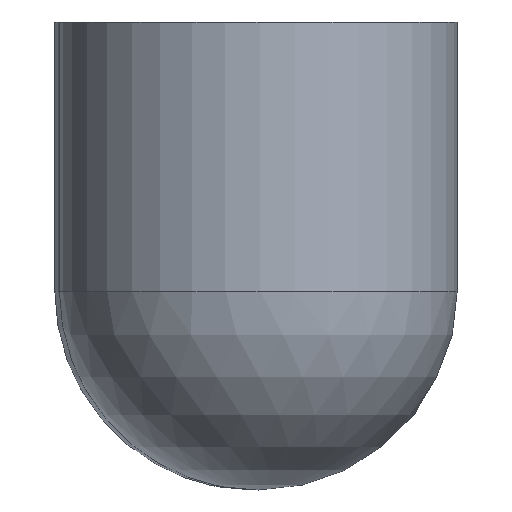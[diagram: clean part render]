
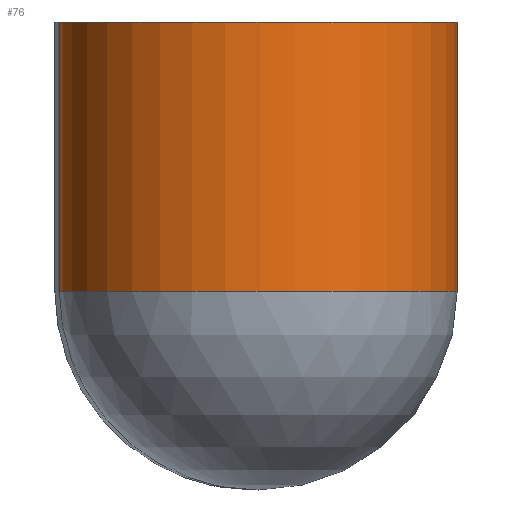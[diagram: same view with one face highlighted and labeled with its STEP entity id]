
A CAD part, front view. The second image highlights one B-rep face of the part: STEP entity #76.
In plain terms, the highlighted cylindrical face has radius 1.5 mm (diameter 3 mm), a full revolution.
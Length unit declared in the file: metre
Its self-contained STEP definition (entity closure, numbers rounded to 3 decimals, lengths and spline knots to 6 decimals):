
#19=LINE('',#150,#21);
#21=VECTOR('',#124,0.0015);
#23=CYLINDRICAL_SURFACE('',#105,0.0015);
#26=FACE_OUTER_BOUND('',#32,.T.);
#32=EDGE_LOOP('',(#60,#61,#62,#63));
#37=CIRCLE('',#103,0.0015);
#39=CIRCLE('',#106,0.0015);
#43=VERTEX_POINT('',#144);
#45=VERTEX_POINT('',#149);
#49=EDGE_CURVE('',#43,#43,#37,.T.);
#51=EDGE_CURVE('',#43,#45,#19,.T.);
#52=EDGE_CURVE('',#45,#45,#39,.T.);
#60=ORIENTED_EDGE('',*,*,#49,.F.);
#61=ORIENTED_EDGE('',*,*,#51,.T.);
#62=ORIENTED_EDGE('',*,*,#52,.T.);
#63=ORIENTED_EDGE('',*,*,#51,.F.);
#76=ADVANCED_FACE('',(#26),#23,.T.);
#103=AXIS2_PLACEMENT_3D('',#145,#118,#119);
#105=AXIS2_PLACEMENT_3D('',#148,#122,#123);
#106=AXIS2_PLACEMENT_3D('',#151,#125,#126);
#118=DIRECTION('center_axis',(0.,0.,
-1.));
#119=DIRECTION('ref_axis',(1.,0.009,0.));
#122=DIRECTION('center_axis',(0.,0.,
-1.));
#123=DIRECTION('ref_axis',(1.,0.009,0.));
#124=DIRECTION('',(0.,0.,1.));
#125=DIRECTION('center_axis',(0.,0.,
-1.));
#126=DIRECTION('ref_axis',(1.,0.009,0.));
#144=CARTESIAN_POINT('',(0.002337,0.00508,-0.00507));
#145=CARTESIAN_POINT('Origin',(0.003837,0.005093,
-0.00507));
#148=CARTESIAN_POINT('Origin',(0.003837,0.005093,
-0.00453));
#149=CARTESIAN_POINT('',(0.002337,0.00508,-0.00304));
#150=CARTESIAN_POINT('',(0.002337,0.00508,-0.00453));
#151=CARTESIAN_POINT('Origin',(0.003837,0.005093,
-0.00304));
